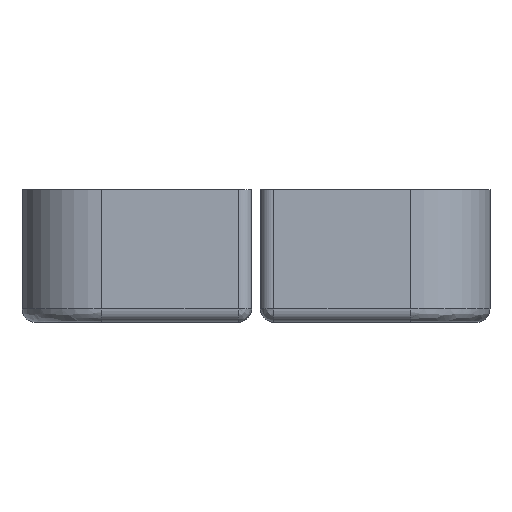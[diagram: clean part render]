
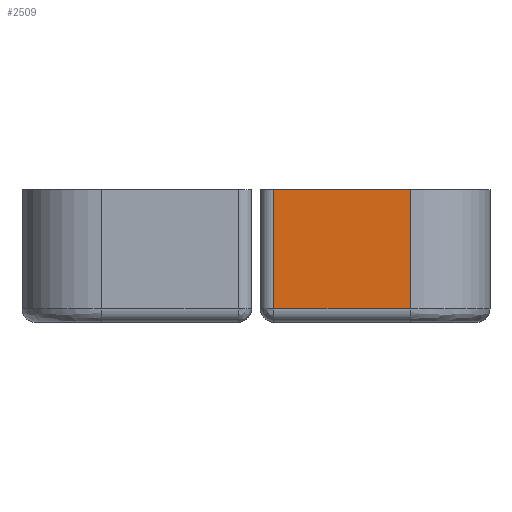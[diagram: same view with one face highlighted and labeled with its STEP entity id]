
A CAD part, left-side view. The second image highlights one B-rep face of the part: STEP entity #2509.
In plain terms, the highlighted planar face has unit normal (-1, 0, 0).
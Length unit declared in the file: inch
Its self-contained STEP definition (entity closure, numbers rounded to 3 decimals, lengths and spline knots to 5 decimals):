
#271 = CARTESIAN_POINT ( 'NONE',  ( -0.76772, 0.35433, 0.59055 ) ) ;
#832 = VECTOR ( 'NONE', #13088, 39.37008 ) ;
#859 = CARTESIAN_POINT ( 'NONE',  ( -0.76772, 0.96457, 0.05906 ) ) ;
#1890 = CARTESIAN_POINT ( 'NONE',  ( -0.76772, 0., 0.05906 ) ) ;
#2178 = EDGE_LOOP ( 'NONE', ( #2498, #16453, #11983, #6713 ) ) ;
#2441 = VERTEX_POINT ( 'NONE', #859 ) ;
#2498 = ORIENTED_EDGE ( 'NONE', *, *, #8114, .F. ) ;
#2509 = ADVANCED_FACE ( 'NONE', ( #11365 ), #20083, .F. ) ;
#2666 = EDGE_CURVE ( 'NONE', #20735, #15707, #6826, .T. ) ;
#2939 = VECTOR ( 'NONE', #17178, 39.37008 ) ;
#3226 = CARTESIAN_POINT ( 'NONE',  ( -0.76772, 0.35433, 0.05906 ) ) ;
#3429 = LINE ( 'NONE', #4304, #2939 ) ;
#4035 = CARTESIAN_POINT ( 'NONE',  ( -0.76772, 0.96457, 0.59055 ) ) ;
#4304 = CARTESIAN_POINT ( 'NONE',  ( -0.76772, 0.96457, 0.59055 ) ) ;
#5623 = VECTOR ( 'NONE', #8184, 39.37008 ) ;
#6298 = AXIS2_PLACEMENT_3D ( 'NONE', #12066, #10600, #10323 ) ;
#6472 = EDGE_CURVE ( 'NONE', #2441, #20735, #3429, .T. ) ;
#6505 = DIRECTION ( 'NONE',  ( 0., 0., -1. ) ) ;
#6713 = ORIENTED_EDGE ( 'NONE', *, *, #6472, .F. ) ;
#6826 = LINE ( 'NONE', #8597, #832 ) ;
#7225 = CARTESIAN_POINT ( 'NONE',  ( -0.76772, 0.35433, 0.59055 ) ) ;
#8114 = EDGE_CURVE ( 'NONE', #15585, #2441, #13131, .T. ) ;
#8184 = DIRECTION ( 'NONE',  ( 0., 1., 0. ) ) ;
#8597 = CARTESIAN_POINT ( 'NONE',  ( -0.76772, 0., 0.59055 ) ) ;
#10323 = DIRECTION ( 'NONE',  ( 0., 1., 0. ) ) ;
#10600 = DIRECTION ( 'NONE',  ( 1., 0., 0. ) ) ;
#11365 = FACE_OUTER_BOUND ( 'NONE', #2178, .T. ) ;
#11983 = ORIENTED_EDGE ( 'NONE', *, *, #2666, .F. ) ;
#12066 = CARTESIAN_POINT ( 'NONE',  ( -0.76772, 0., 0.59055 ) ) ;
#13088 = DIRECTION ( 'NONE',  ( 0., -1., 0. ) ) ;
#13131 = LINE ( 'NONE', #1890, #5623 ) ;
#15585 = VERTEX_POINT ( 'NONE', #3226 ) ;
#15707 = VERTEX_POINT ( 'NONE', #7225 ) ;
#16162 = LINE ( 'NONE', #271, #18430 ) ;
#16453 = ORIENTED_EDGE ( 'NONE', *, *, #20524, .F. ) ;
#17178 = DIRECTION ( 'NONE',  ( 0., 0., 1. ) ) ;
#18430 = VECTOR ( 'NONE', #6505, 39.37008 ) ;
#20083 = PLANE ( 'NONE',  #6298 ) ;
#20524 = EDGE_CURVE ( 'NONE', #15707, #15585, #16162, .T. ) ;
#20735 = VERTEX_POINT ( 'NONE', #4035 ) ;
